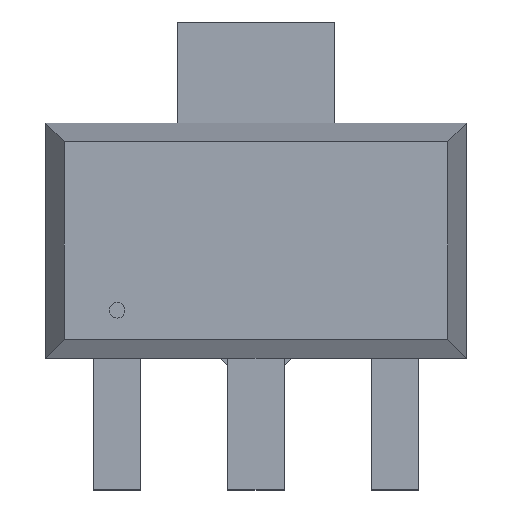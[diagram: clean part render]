
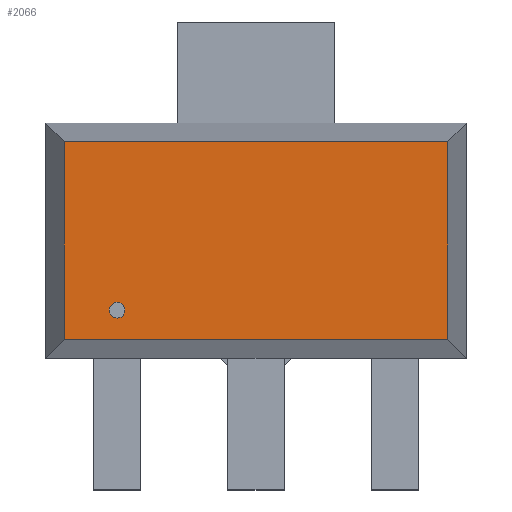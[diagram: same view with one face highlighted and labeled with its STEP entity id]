
A CAD part, top view. The second image highlights one B-rep face of the part: STEP entity #2066.
In plain terms, the highlighted planar face has unit normal (0, 0, 1).
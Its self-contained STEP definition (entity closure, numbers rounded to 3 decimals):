
#2066=ADVANCED_FACE('',(#2072),#2067,.T.);
#2067=PLANE('',#2068);
#2068=AXIS2_PLACEMENT_3D('',#2069,#2070,#2071);
#2069=CARTESIAN_POINT('',(-2.069,-1.066,1.549));
#2070=DIRECTION('',(0.0,0.0,1.0));
#2071=DIRECTION('',(0.,1.,0.));
#2072=FACE_OUTER_BOUND('',#2073,.T.);
#2073=EDGE_LOOP('',(#2074,#2084,#2094,#2104));
#2077=CARTESIAN_POINT('',(2.069,-1.066,1.549));
#2076=VERTEX_POINT('',#2077);
#2079=CARTESIAN_POINT('',(-2.069,-1.066,1.549));
#2078=VERTEX_POINT('',#2079);
#2075=EDGE_CURVE('',#2076,#2078,#2080,.T.);
#2080=LINE('',#2077,#2082);
#2082=VECTOR('',#2083,4.138);
#2083=DIRECTION('',(-1.0,0.0,0.0));
#2074=ORIENTED_EDGE('',*,*,#2075,.F.);
#2087=CARTESIAN_POINT('',(2.069,1.066,1.549));
#2086=VERTEX_POINT('',#2087);
#2085=EDGE_CURVE('',#2086,#2076,#2090,.T.);
#2090=LINE('',#2087,#2092);
#2092=VECTOR('',#2093,2.132);
#2093=DIRECTION('',(0.0,-1.0,0.0));
#2084=ORIENTED_EDGE('',*,*,#2085,.F.);
#2097=CARTESIAN_POINT('',(-2.069,1.066,1.549));
#2096=VERTEX_POINT('',#2097);
#2095=EDGE_CURVE('',#2096,#2086,#2100,.T.);
#2100=LINE('',#2097,#2102);
#2102=VECTOR('',#2103,4.138);
#2103=DIRECTION('',(1.0,0.0,0.0));
#2094=ORIENTED_EDGE('',*,*,#2095,.F.);
#2105=EDGE_CURVE('',#2078,#2096,#2110,.T.);
#2110=LINE('',#2079,#2112);
#2112=VECTOR('',#2113,2.132);
#2113=DIRECTION('',(0.0,1.0,0.0));
#2104=ORIENTED_EDGE('',*,*,#2105,.F.);
